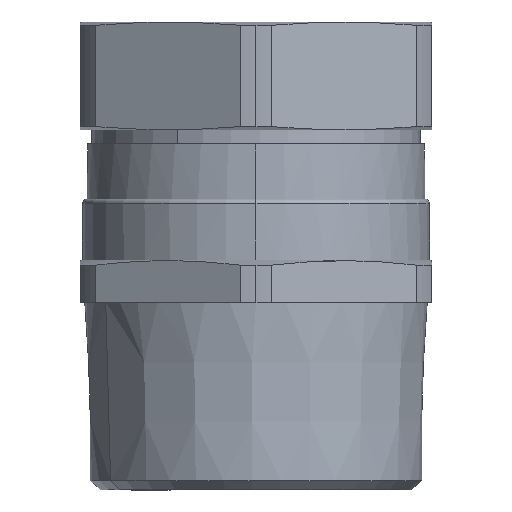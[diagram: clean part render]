
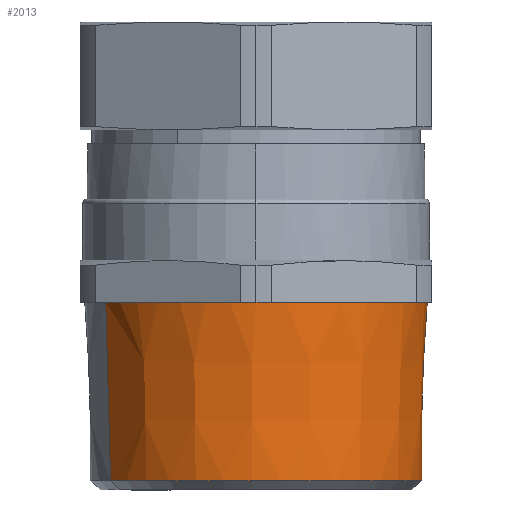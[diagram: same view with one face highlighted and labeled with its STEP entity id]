
A CAD part, front view. The second image highlights one B-rep face of the part: STEP entity #2013.
In plain terms, the highlighted conical face has half-angle 1.78 degrees and reference radius 35.257 mm.
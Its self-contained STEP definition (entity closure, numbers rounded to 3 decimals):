
#1872=AXIS2_PLACEMENT_3D('Circle Axis2P3D',#1870,#1871,$) ;
#1879=AXIS2_PLACEMENT_3D('Circle Axis2P3D',#1877,#1878,$) ;
#1985=AXIS2_PLACEMENT_3D('Cone Axis2P3D',#1982,#1983,#1984) ;
#2003=AXIS2_PLACEMENT_3D('Circle Axis2P3D',#2001,#2002,$) ;
#1865=CARTESIAN_POINT('Vertex',(5.468,24.001,40.)) ;
#1870=CARTESIAN_POINT('Axis2P3D Location',(37.5,41.5,40.)) ;
#1874=CARTESIAN_POINT('Vertex',(37.5,5.,40.)) ;
#1877=CARTESIAN_POINT('Axis2P3D Location',(37.5,41.5,40.)) ;
#1881=CARTESIAN_POINT('Vertex',(69.532,58.999,40.)) ;
#1982=CARTESIAN_POINT('Axis2P3D Location',(37.5,41.5,0.)) ;
#1987=CARTESIAN_POINT('Line Origine',(68.986,58.701,20.)) ;
#1991=CARTESIAN_POINT('Vertex',(68.495,58.433,1.999)) ;
#1994=CARTESIAN_POINT('Line Origine',(6.014,24.299,20.)) ;
#1998=CARTESIAN_POINT('Vertex',(6.505,24.567,1.999)) ;
#2001=CARTESIAN_POINT('Axis2P3D Location',(37.5,41.5,1.999)) ;
#1871=DIRECTION('Axis2P3D Direction',(0.,0.,-1.)) ;
#1878=DIRECTION('Axis2P3D Direction',(0.,0.,-1.)) ;
#1983=DIRECTION('Axis2P3D Direction',(0.,0.,1.)) ;
#1984=DIRECTION('Axis2P3D XDirection',(0.878,0.479,0.)) ;
#1988=DIRECTION('Vector Direction',(0.027,0.015,1.)) ;
#1995=DIRECTION('Vector Direction',(-0.027,-0.015,1.)) ;
#2002=DIRECTION('Axis2P3D Direction',(0.,0.,1.)) ;
#1989=VECTOR('Line Direction',#1988,1.) ;
#1996=VECTOR('Line Direction',#1995,1.) ;
#2007=ORIENTED_EDGE('',*,*,#1993,.T.) ;
#2008=ORIENTED_EDGE('',*,*,#1883,.T.) ;
#2009=ORIENTED_EDGE('',*,*,#1876,.T.) ;
#2010=ORIENTED_EDGE('',*,*,#2000,.F.) ;
#2011=ORIENTED_EDGE('',*,*,#2005,.T.) ;
#2013=ADVANCED_FACE('PartBody',(#2012),#1986,.T.) ;
#1873=CIRCLE('generated circle',#1872,36.5) ;
#1880=CIRCLE('generated circle',#1879,36.5) ;
#2004=CIRCLE('generated circle',#2003,35.319) ;
#1986=CONICAL_SURFACE('Cone',#1985,35.257,0.031) ;
#1876=EDGE_CURVE('',#1875,#1866,#1873,.T.) ;
#1883=EDGE_CURVE('',#1882,#1875,#1880,.T.) ;
#1993=EDGE_CURVE('',#1992,#1882,#1990,.T.) ;
#2000=EDGE_CURVE('',#1999,#1866,#1997,.T.) ;
#2005=EDGE_CURVE('',#1999,#1992,#2004,.T.) ;
#2006=EDGE_LOOP('',(#2007,#2008,#2009,#2010,#2011)) ;
#2012=FACE_OUTER_BOUND('',#2006,.T.) ;
#1990=LINE('Line',#1987,#1989) ;
#1997=LINE('Line',#1994,#1996) ;
#1866=VERTEX_POINT('',#1865) ;
#1875=VERTEX_POINT('',#1874) ;
#1882=VERTEX_POINT('',#1881) ;
#1992=VERTEX_POINT('',#1991) ;
#1999=VERTEX_POINT('',#1998) ;
